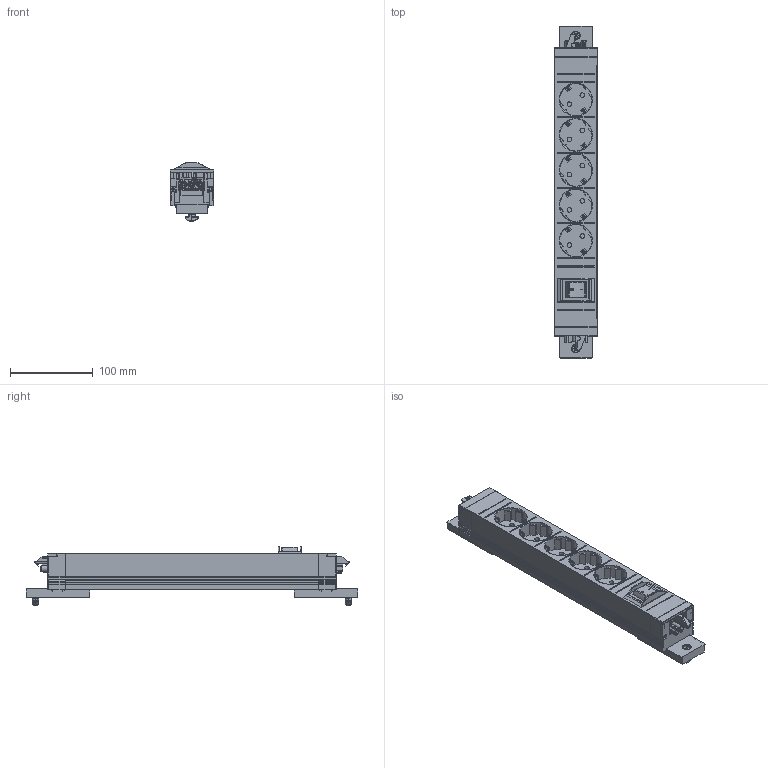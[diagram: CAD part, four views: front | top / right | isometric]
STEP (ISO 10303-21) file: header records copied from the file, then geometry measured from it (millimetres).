
FILE_DESCRIPTION (( 'STEP AP203' ), '1' );
FILE_NAME ('206539847_c_1.STEP', '2022-12-26T07:02:00', ( '' ), ( '' ), 'SwSTEP 2.0', 'SolidWorks 2014', '' );
FILE_SCHEMA (( 'CONFIG_CONTROL_DESIGN' ));
Length unit declared in the file: millimetre
Products named in the file (9): DIN 6912 - M6 x 16; 206539847_c_1; 282200500 Hammermutter M6 N8; Abdeckung f_X_FCr Steckdosenleiste; 206539800 Halteset I-40; Halterung f_X_FCr Halteset; SA803999 Steckdosenleiste 5-fach; SA509000 Halteset; Z2116033101 Abdeckung f_X_FCr Steckdosenleiste Set
Assembly tree (12 placements, depth 4):
  206539847_c_1
    SA803999 Steckdosenleiste 5-fach
    206539800 Halteset I-40
      SA509000 Halteset
        Halterung f_X_FCr Halteset  x2
      DIN 6912 - M6 x 16  x2
      282200500 Hammermutter M6 N8  x2
    Z2116033101 Abdeckung f_X_FCr Steckdosenleiste Set
      Abdeckung f_X_FCr Steckdosenleiste  x2
Bounding box: 52.82 x 400.8 x 70.2 mm (x, y, z)
Volume: 65004.9 mm3; surface area: 169815.6 mm2
Topology: 8 solids, 11 shells, 3732 faces, 9891 edges, 6108 vertices
Faces by surface type: plane 1987, cylinder 1122, bspline 548, cone 73, torus 2
Entity records: 132467 total; most frequent: CARTESIAN_POINT 44843, ORIENTED_EDGE 18848, DIRECTION 17252, EDGE_CURVE 9428, VECTOR 6178, LINE 6178, VERTEX_POINT 5843, AXIS2_PLACEMENT_3D 5537
